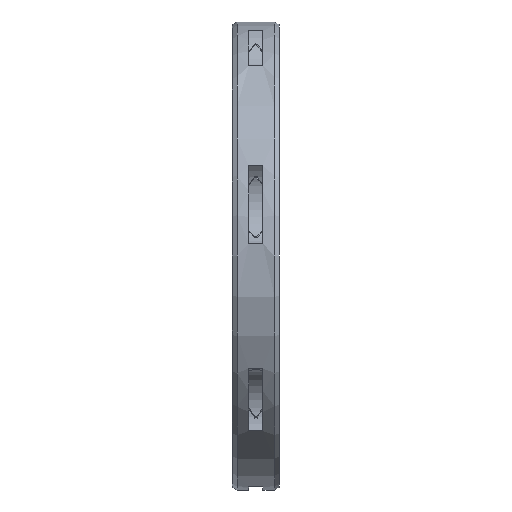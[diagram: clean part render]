
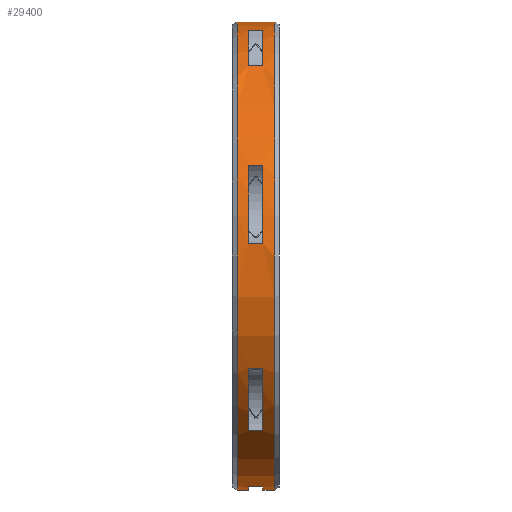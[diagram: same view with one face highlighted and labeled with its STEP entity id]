
A CAD part, left-side view. The second image highlights one B-rep face of the part: STEP entity #29400.
In plain terms, the highlighted cylindrical face has radius 50 mm (diameter 100 mm), a partial arc.
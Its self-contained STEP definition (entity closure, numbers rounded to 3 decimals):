
#27742=CARTESIAN_POINT('',(0.,-1.5,0.));
#27743=DIRECTION('',(0.,-1.,0.));
#27744=DIRECTION('',(-0.17,0.,-0.985));
#27745=AXIS2_PLACEMENT_3D('',#27742,#27743,#27744);
#27750=DIRECTION('',(0.,-1.,0.));
#27751=VECTOR('',#27750,3.);
#27752=CARTESIAN_POINT('',(-8.522,1.5,-49.268));
#27753=LINE('',#27752,#27751);
#27757=CARTESIAN_POINT('',(0.,1.5,0.));
#27758=DIRECTION('',(0.,-1.,0.));
#27759=DIRECTION('',(-0.17,0.,-0.985));
#27760=AXIS2_PLACEMENT_3D('',#27757,#27758,#27759);
#27765=DIRECTION('',(0.,1.,0.));
#27766=VECTOR('',#27765,2.5);
#27767=CARTESIAN_POINT('',(0.,1.5,-50.));
#27768=LINE('',#27767,#27766);
#27772=DIRECTION('',(0.,1.,0.));
#27773=VECTOR('',#27772,8.);
#27774=CARTESIAN_POINT('',(0.,-4.,50.));
#27775=LINE('',#27774,#27773);
#27779=CARTESIAN_POINT('',(0.,-4.,0.));
#27780=DIRECTION('',(0.,1.,0.));
#27781=DIRECTION('',(0.,0.,-1.));
#27782=AXIS2_PLACEMENT_3D('',#27779,#27780,#27781);
#27787=DIRECTION('',(0.,1.,0.));
#27788=VECTOR('',#27787,2.5);
#27789=CARTESIAN_POINT('',(0.,-4.,-50.));
#27790=LINE('',#27789,#27788);
#27794=CARTESIAN_POINT('',(0.,-1.5,0.));
#27795=DIRECTION('',(0.,-1.,0.));
#27796=DIRECTION('',(-0.274,0.,0.962));
#27797=AXIS2_PLACEMENT_3D('',#27794,#27795,#27796);
#27802=DIRECTION('',(0.,-1.,0.));
#27803=VECTOR('',#27802,3.);
#27804=CARTESIAN_POINT('',(-13.698,1.5,48.087));
#27805=LINE('',#27804,#27803);
#27809=CARTESIAN_POINT('',(0.,1.5,0.));
#27810=DIRECTION('',(0.,-1.,0.));
#27811=DIRECTION('',(-0.274,0.,0.962));
#27812=AXIS2_PLACEMENT_3D('',#27809,#27810,#27811);
#27817=DIRECTION('',(0.,-1.,0.));
#27818=VECTOR('',#27817,3.);
#27819=CARTESIAN_POINT('',(-29.055,1.5,40.692));
#27820=LINE('',#27819,#27818);
#27824=CARTESIAN_POINT('',(0.,-1.5,0.));
#27825=DIRECTION('',(0.,-1.,0.));
#27826=DIRECTION('',(-0.923,0.,0.385));
#27827=AXIS2_PLACEMENT_3D('',#27824,#27825,#27826);
#27832=DIRECTION('',(0.,-1.,0.));
#27833=VECTOR('',#27832,3.);
#27834=CARTESIAN_POINT('',(-46.137,1.5,19.272));
#27835=LINE('',#27834,#27833);
#27839=CARTESIAN_POINT('',(0.,1.5,0.));
#27840=DIRECTION('',(0.,-1.,0.));
#27841=DIRECTION('',(-0.923,0.,0.385));
#27842=AXIS2_PLACEMENT_3D('',#27839,#27840,#27841);
#27847=DIRECTION('',(0.,-1.,0.));
#27848=VECTOR('',#27847,3.);
#27849=CARTESIAN_POINT('',(-49.929,1.5,2.655));
#27850=LINE('',#27849,#27848);
#27854=CARTESIAN_POINT('',(0.,-1.5,0.));
#27855=DIRECTION('',(0.,-1.,0.));
#27856=DIRECTION('',(-0.877,0.,-0.481));
#27857=AXIS2_PLACEMENT_3D('',#27854,#27855,#27856);
#27862=DIRECTION('',(0.,-1.,0.));
#27863=VECTOR('',#27862,3.);
#27864=CARTESIAN_POINT('',(-43.833,1.5,-24.055));
#27865=LINE('',#27864,#27863);
#27869=CARTESIAN_POINT('',(0.,1.5,0.));
#27870=DIRECTION('',(0.,-1.,0.));
#27871=DIRECTION('',(-0.877,0.,-0.481));
#27872=AXIS2_PLACEMENT_3D('',#27869,#27870,#27871);
#27877=DIRECTION('',(0.,-1.,0.));
#27878=VECTOR('',#27877,3.);
#27879=CARTESIAN_POINT('',(-33.206,1.5,-37.381));
#27880=LINE('',#27879,#27878);
#28258=CARTESIAN_POINT('',(0.,4.,0.));
#28259=DIRECTION('',(0.,1.,0.));
#28260=DIRECTION('',(0.,0.,-1.));
#28261=AXIS2_PLACEMENT_3D('',#28258,#28259,#28260);
#28513=CARTESIAN_POINT('',(0.,-4.,-50.));
#28515=VERTEX_POINT('',#28513);
#28516=CARTESIAN_POINT('',(0.,4.,-50.));
#28518=VERTEX_POINT('',#28516);
#28545=CARTESIAN_POINT('',(0.,-4.,50.));
#28547=VERTEX_POINT('',#28545);
#28548=CARTESIAN_POINT('',(0.,4.,50.));
#28549=VERTEX_POINT('',#28548);
#28562=CARTESIAN_POINT('',(0.,-1.5,-50.));
#28564=VERTEX_POINT('',#28562);
#28566=CARTESIAN_POINT('',(0.,1.5,-50.));
#28568=VERTEX_POINT('',#28566);
#28576=CARTESIAN_POINT('',(-8.522,-1.5,-49.268));
#28577=VERTEX_POINT('',#28576);
#28578=CARTESIAN_POINT('',(-8.522,1.5,-49.268));
#28579=VERTEX_POINT('',#28578);
#28652=CARTESIAN_POINT('',(-13.698,-1.5,48.087));
#28653=CARTESIAN_POINT('',(-29.055,-1.5,40.692));
#28654=VERTEX_POINT('',#28652);
#28655=VERTEX_POINT('',#28653);
#28656=CARTESIAN_POINT('',(-13.698,1.5,48.087));
#28657=CARTESIAN_POINT('',(-29.055,1.5,40.692));
#28658=VERTEX_POINT('',#28656);
#28659=VERTEX_POINT('',#28657);
#28672=CARTESIAN_POINT('',(-46.137,-1.5,19.272));
#28673=CARTESIAN_POINT('',(-49.929,-1.5,2.655));
#28674=VERTEX_POINT('',#28672);
#28675=VERTEX_POINT('',#28673);
#28676=CARTESIAN_POINT('',(-46.137,1.5,19.272));
#28677=CARTESIAN_POINT('',(-49.929,1.5,2.655));
#28678=VERTEX_POINT('',#28676);
#28679=VERTEX_POINT('',#28677);
#28692=CARTESIAN_POINT('',(-43.833,-1.5,-24.055));
#28693=CARTESIAN_POINT('',(-33.206,-1.5,-37.381));
#28694=VERTEX_POINT('',#28692);
#28695=VERTEX_POINT('',#28693);
#28696=CARTESIAN_POINT('',(-43.833,1.5,-24.055));
#28697=CARTESIAN_POINT('',(-33.206,1.5,-37.381));
#28698=VERTEX_POINT('',#28696);
#28699=VERTEX_POINT('',#28697);
#29354=CARTESIAN_POINT('',(0.,52.293,0.));
#29355=DIRECTION('',(0.,-1.,0.));
#29356=DIRECTION('',(0.,0.,1.));
#29357=AXIS2_PLACEMENT_3D('',#29354,#29355,#29356);
#29358=CYLINDRICAL_SURFACE('',#29357,50.);
#29359=ORIENTED_EDGE('',*,*,#29225,.F.);
#29361=ORIENTED_EDGE('',*,*,#29360,.F.);
#29363=ORIENTED_EDGE('',*,*,#29362,.T.);
#29364=ORIENTED_EDGE('',*,*,#29178,.T.);
#29366=ORIENTED_EDGE('',*,*,#29365,.T.);
#29367=ORIENTED_EDGE('',*,*,#29174,.F.);
#29369=ORIENTED_EDGE('',*,*,#29368,.F.);
#29370=ORIENTED_EDGE('',*,*,#29170,.T.);
#29371=EDGE_LOOP('',(#29359,#29361,#29363,#29364,#29366,#29367,#29369,#29370));
#29372=FACE_OUTER_BOUND('',#29371,.F.);
#29374=ORIENTED_EDGE('',*,*,#29373,.F.);
#29376=ORIENTED_EDGE('',*,*,#29375,.F.);
#29378=ORIENTED_EDGE('',*,*,#29377,.T.);
#29380=ORIENTED_EDGE('',*,*,#29379,.T.);
#29381=EDGE_LOOP('',(#29374,#29376,#29378,#29380));
#29382=FACE_BOUND('',#29381,.F.);
#29384=ORIENTED_EDGE('',*,*,#29383,.F.);
#29386=ORIENTED_EDGE('',*,*,#29385,.F.);
#29388=ORIENTED_EDGE('',*,*,#29387,.T.);
#29390=ORIENTED_EDGE('',*,*,#29389,.T.);
#29391=EDGE_LOOP('',(#29384,#29386,#29388,#29390));
#29392=FACE_BOUND('',#29391,.F.);
#29393=ORIENTED_EDGE('',*,*,#29292,.F.);
#29394=ORIENTED_EDGE('',*,*,#29340,.F.);
#29396=ORIENTED_EDGE('',*,*,#29395,.T.);
#29397=ORIENTED_EDGE('',*,*,#29314,.T.);
#29398=EDGE_LOOP('',(#29393,#29394,#29396,#29397));
#29399=FACE_BOUND('',#29398,.F.);
#27746=CIRCLE('',#27745,50.);
#27761=CIRCLE('',#27760,50.);
#27783=CIRCLE('',#27782,50.);
#27798=CIRCLE('',#27797,50.);
#27813=CIRCLE('',#27812,50.);
#27828=CIRCLE('',#27827,50.);
#27843=CIRCLE('',#27842,50.);
#27858=CIRCLE('',#27857,50.);
#27873=CIRCLE('',#27872,50.);
#28262=CIRCLE('',#28261,50.);
#29170=EDGE_CURVE('',#28515,#28564,#27790,.T.);
#29174=EDGE_CURVE('',#28547,#28549,#27775,.T.);
#29178=EDGE_CURVE('',#28568,#28518,#27768,.T.);
#29225=EDGE_CURVE('',#28577,#28564,#27746,.T.);
#29292=EDGE_CURVE('',#28694,#28695,#27858,.T.);
#29314=EDGE_CURVE('',#28699,#28695,#27880,.T.);
#29340=EDGE_CURVE('',#28698,#28694,#27865,.T.);
#29360=EDGE_CURVE('',#28579,#28577,#27753,.T.);
#29362=EDGE_CURVE('',#28579,#28568,#27761,.T.);
#29365=EDGE_CURVE('',#28518,#28549,#28262,.T.);
#29368=EDGE_CURVE('',#28515,#28547,#27783,.T.);
#29373=EDGE_CURVE('',#28654,#28655,#27798,.T.);
#29375=EDGE_CURVE('',#28658,#28654,#27805,.T.);
#29377=EDGE_CURVE('',#28658,#28659,#27813,.T.);
#29379=EDGE_CURVE('',#28659,#28655,#27820,.T.);
#29383=EDGE_CURVE('',#28674,#28675,#27828,.T.);
#29385=EDGE_CURVE('',#28678,#28674,#27835,.T.);
#29387=EDGE_CURVE('',#28678,#28679,#27843,.T.);
#29389=EDGE_CURVE('',#28679,#28675,#27850,.T.);
#29395=EDGE_CURVE('',#28698,#28699,#27873,.T.);
#29400=ADVANCED_FACE('',(#29372,#29382,#29392,#29399),#29358,.T.);
